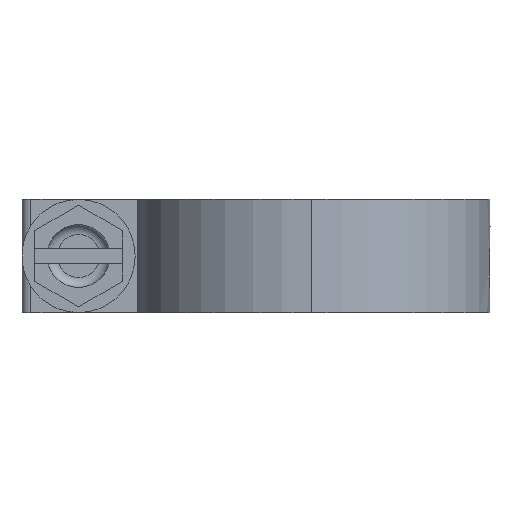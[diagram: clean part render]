
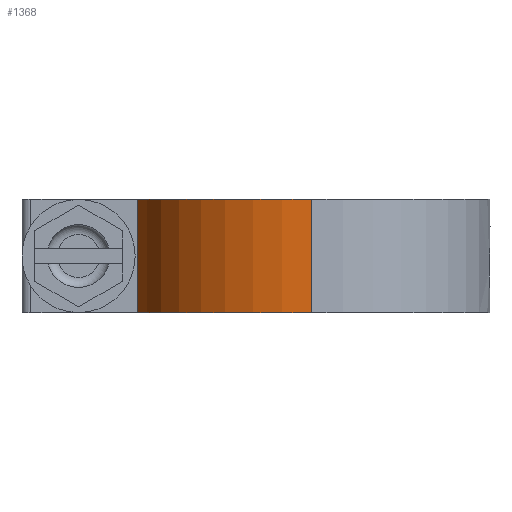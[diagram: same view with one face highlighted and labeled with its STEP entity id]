
A CAD part, left-side view. The second image highlights one B-rep face of the part: STEP entity #1368.
In plain terms, the highlighted cylindrical face has radius 14.2 mm (diameter 28.4 mm), a partial arc.
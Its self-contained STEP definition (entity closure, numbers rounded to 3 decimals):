
#124 = CARTESIAN_POINT ( 'NONE',  ( -3.21, 13.832, 4.5 ) ) ;
#303 = DIRECTION ( 'NONE',  ( 0., 0., -1. ) ) ;
#684 = EDGE_CURVE ( 'NONE', #5237, #905, #2225, .T. ) ;
#687 = DIRECTION ( 'NONE',  ( 0., 0., -1. ) ) ;
#717 = CIRCLE ( 'NONE', #946, 14.2 ) ;
#719 = VERTEX_POINT ( 'NONE', #4820 ) ;
#905 = VERTEX_POINT ( 'NONE', #124 ) ;
#946 = AXIS2_PLACEMENT_3D ( 'NONE', #1003, #5701, #1553 ) ;
#1003 = CARTESIAN_POINT ( 'NONE',  ( 0., 0., -4.5 ) ) ;
#1022 = EDGE_LOOP ( 'NONE', ( #1114, #1605, #1526, #6486 ) ) ;
#1114 = ORIENTED_EDGE ( 'NONE', *, *, #5368, .F. ) ;
#1368 = ADVANCED_FACE ( 'NONE', ( #6450 ), #2249, .T. ) ;
#1526 = ORIENTED_EDGE ( 'NONE', *, *, #5272, .T. ) ;
#1553 = DIRECTION ( 'NONE',  ( 1., 0., 0. ) ) ;
#1605 = ORIENTED_EDGE ( 'NONE', *, *, #684, .T. ) ;
#1726 = CARTESIAN_POINT ( 'NONE',  ( -3.21, 13.832, 4.5 ) ) ;
#1758 = LINE ( 'NONE', #1726, #3574 ) ;
#2218 = CARTESIAN_POINT ( 'NONE',  ( 0., 0., 4.5 ) ) ;
#2225 = CIRCLE ( 'NONE', #3529, 14.2 ) ;
#2249 = CYLINDRICAL_SURFACE ( 'NONE', #2958, 14.2 ) ;
#2345 = DIRECTION ( 'NONE',  ( 0., 0., -1. ) ) ;
#2377 = VECTOR ( 'NONE', #303, 1000. ) ;
#2751 = EDGE_CURVE ( 'NONE', #719, #2989, #717, .T. ) ;
#2902 = LINE ( 'NONE', #6658, #2377 ) ;
#2958 = AXIS2_PLACEMENT_3D ( 'NONE', #5381, #2345, #5415 ) ;
#2989 = VERTEX_POINT ( 'NONE', #4610 ) ;
#3247 = DIRECTION ( 'NONE',  ( 0., 0., -1. ) ) ;
#3529 = AXIS2_PLACEMENT_3D ( 'NONE', #2218, #3247, #5334 ) ;
#3574 = VECTOR ( 'NONE', #687, 1000. ) ;
#4610 = CARTESIAN_POINT ( 'NONE',  ( -3.21, 13.832, -4.5 ) ) ;
#4820 = CARTESIAN_POINT ( 'NONE',  ( -14.2, 0., -4.5 ) ) ;
#5237 = VERTEX_POINT ( 'NONE', #6287 ) ;
#5272 = EDGE_CURVE ( 'NONE', #905, #2989, #1758, .T. ) ;
#5334 = DIRECTION ( 'NONE',  ( 1., 0., 0. ) ) ;
#5368 = EDGE_CURVE ( 'NONE', #5237, #719, #2902, .T. ) ;
#5381 = CARTESIAN_POINT ( 'NONE',  ( 0., 0., 4.5 ) ) ;
#5415 = DIRECTION ( 'NONE',  ( -1., 0., 0. ) ) ;
#5701 = DIRECTION ( 'NONE',  ( 0., 0., -1. ) ) ;
#6287 = CARTESIAN_POINT ( 'NONE',  ( -14.2, 0., 4.5 ) ) ;
#6450 = FACE_OUTER_BOUND ( 'NONE', #1022, .T. ) ;
#6486 = ORIENTED_EDGE ( 'NONE', *, *, #2751, .F. ) ;
#6658 = CARTESIAN_POINT ( 'NONE',  ( -14.2, 0., 4.5 ) ) ;
